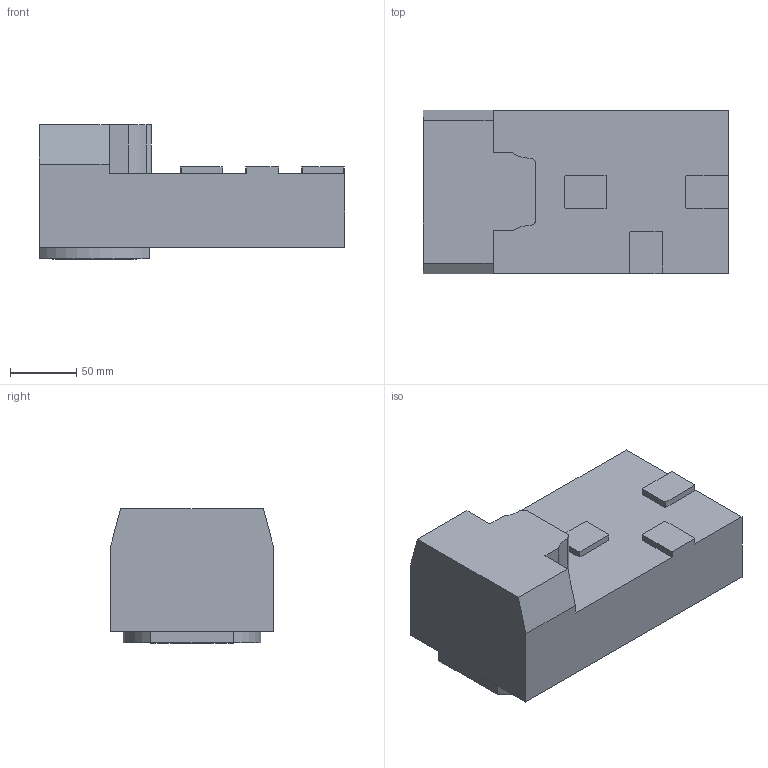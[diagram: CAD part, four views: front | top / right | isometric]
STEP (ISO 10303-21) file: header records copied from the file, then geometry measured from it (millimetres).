
FILE_DESCRIPTION(/* description */ (''),/* implementation_level */ '2;1');
FILE_NAME(/* name */ '1528794614628.stp',/* time_stamp */ '2018-06-12T11:10:19+02:00',/* author */ (''),/* organization */ ('SMS'),/* preprocessor_version */ 'ST-DEVELOPER v15',/* originating_system */ 'SIEMENS PLM Software NX 8.5',/* authorisation */ '');
FILE_SCHEMA (('AUTOMOTIVE_DESIGN { 1 0 10303 214 3 1 1 1 }'));
Length unit declared in the file: millimetre
Products named in the file (1): 200838929mod000_02
Bounding box: 231.5 x 124 x 102 mm (x, y, z)
Volume: 1926927.2 mm3; surface area: 120740.9 mm2
Topology: 1 solids, 1 shells, 62 faces, 161 edges, 108 vertices
Faces by surface type: plane 47, cylinder 9, cone 6
Full cylindrical faces by diameter (mm): 4 x1, 48.5 x1, 63.015 x1
Entity records: 1964 total; most frequent: CARTESIAN_POINT 385, DIRECTION 316, ORIENTED_EDGE 312, EDGE_CURVE 156, LINE 126, VECTOR 126, VERTEX_POINT 106, AXIS2_PLACEMENT_3D 95
